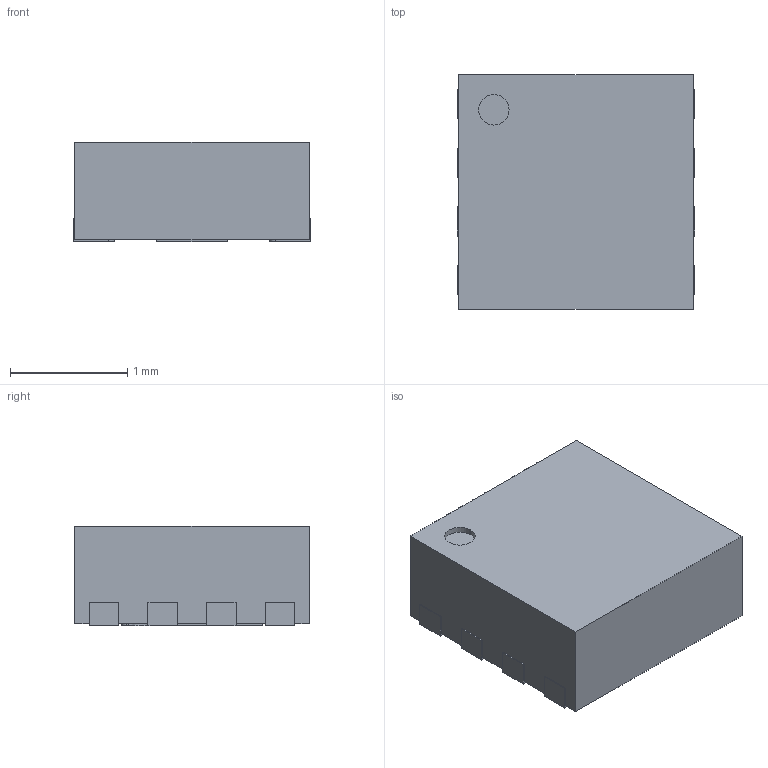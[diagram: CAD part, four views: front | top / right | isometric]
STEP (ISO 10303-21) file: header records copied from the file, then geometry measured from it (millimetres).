
FILE_DESCRIPTION (( 'STEP AP214' ), '1' );
FILE_NAME ('User Library-MLF-8.STEP', '2014-01-15T08:27:39', ( 'Windows User' ), ( '' ), 'SwSTEP 2.0', 'SolidWorks 2014', '' );
FILE_SCHEMA (( 'AUTOMOTIVE_DESIGN' ));
Length unit declared in the file: millimetre
Products named in the file (1): User Library-MLF-8
Bounding box: 2.02 x 2 x 0.85 mm (x, y, z)
Volume: 3.3 mm3; surface area: 15 mm2
Topology: 1 solids, 1 shells, 83 faces, 237 edges, 158 vertices
Faces by surface type: plane 61, cylinder 22
Entity records: 3642 total; most frequent: CARTESIAN_POINT 479, ORIENTED_EDGE 474, DIRECTION 449, EDGE_CURVE 237, LINE 193, VECTOR 193, VERTEX_POINT 158, AXIS2_PLACEMENT_3D 128
